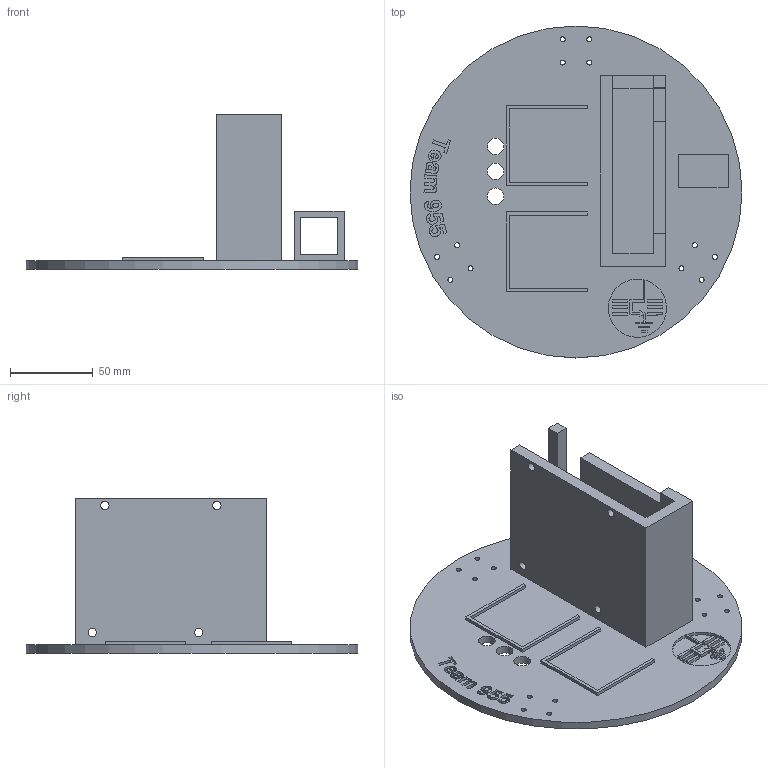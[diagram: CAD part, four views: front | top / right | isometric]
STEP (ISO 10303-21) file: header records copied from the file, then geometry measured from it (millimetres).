
FILE_DESCRIPTION(/* description */ ('','CAx-IF Rec.Pracs.---Representation and Presentation of Product Manufacturing Information (PMI)---4.0---2014-10-13'),/* implementation_level */ '2;1');
FILE_NAME(/* name */ 'R2_Base.step',/* time_stamp */ '2025-01-01T18:13:37-05:00',/* author */ (''),/* organization */ (''),/* preprocessor_version */ 'ST-DEVELOPER v20',/* originating_system */ 'Autodesk Translation Framework v13.20.0.188',/* authorisation */ '');
FILE_SCHEMA (('AP242_MANAGED_MODEL_BASED_3D_ENGINEERING_MIM_LF { 1 0 10303 442 1 1 4 }'));
Length unit declared in the file: millimetre
Products named in the file (1): Main
Bounding box: 200 x 200 x 93 mm (x, y, z)
Volume: 355435.5 mm3; surface area: 114410.2 mm2
Topology: 1 solids, 1 shells, 294 faces, 807 edges, 538 vertices
Faces by surface type: plane 158, bspline 115, cylinder 21
Full cylindrical faces by diameter (mm): 3 x12, 5 x4, 10 x3, 200 x1
Entity records: 10439 total; most frequent: CARTESIAN_POINT 3595, ORIENTED_EDGE 1614, DIRECTION 979, EDGE_CURVE 807, VERTEX_POINT 538, LINE 535, VECTOR 535, EDGE_LOOP 357
